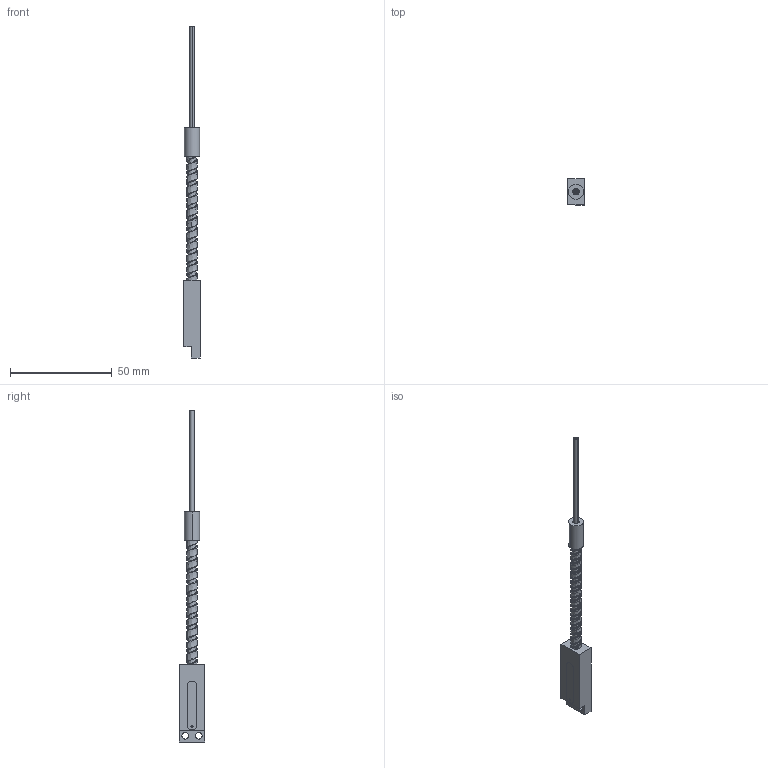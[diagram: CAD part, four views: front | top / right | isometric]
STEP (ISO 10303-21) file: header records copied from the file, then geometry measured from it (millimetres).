
FILE_DESCRIPTION((''),'2;1');
FILE_NAME('193386_ASM','2016-03-03T',('pdmadmin'),(''),'PRO/ENGINEER BY PARAMETRIC TECHNOLOGY CORPORATION, 2013230','PRO/ENGINEER BY PARAMETRIC TECHNOLOGY CORPORATION, 2013230','');
FILE_SCHEMA(('CONFIG_CONTROL_DESIGN'));
Length unit declared in the file: inch
Products named in the file (8): 39450_AF0; 15498_AF0; 51022_AF0; 51055_AF4; FIBER_CORE_1MM_AF4; 51822_ASM; 51822_POTTING; 193386_ASM
Assembly tree (7 placements, depth 3):
  193386_ASM
    51822_ASM
      39450_AF0
      15498_AF0
      51022_AF0
      51055_AF4
      FIBER_CORE_1MM_AF4
    51822_POTTING
Bounding box: 8.13 x 12.7 x 162.78 mm (x, y, z)
Volume: 4666 mm3; surface area: 7483.6 mm2
Topology: 6 solids, 7 shells, 132 faces, 305 edges, 185 vertices
Faces by surface type: bspline 66, cylinder 34, plane 30, cone 2
Entity records: 17505 total; most frequent: CARTESIAN_POINT 14616, ORIENTED_EDGE 606, DIRECTION 475, EDGE_CURVE 305, VERTEX_POINT 185, AXIS2_PLACEMENT_3D 166, VECTOR 143, LINE 143
